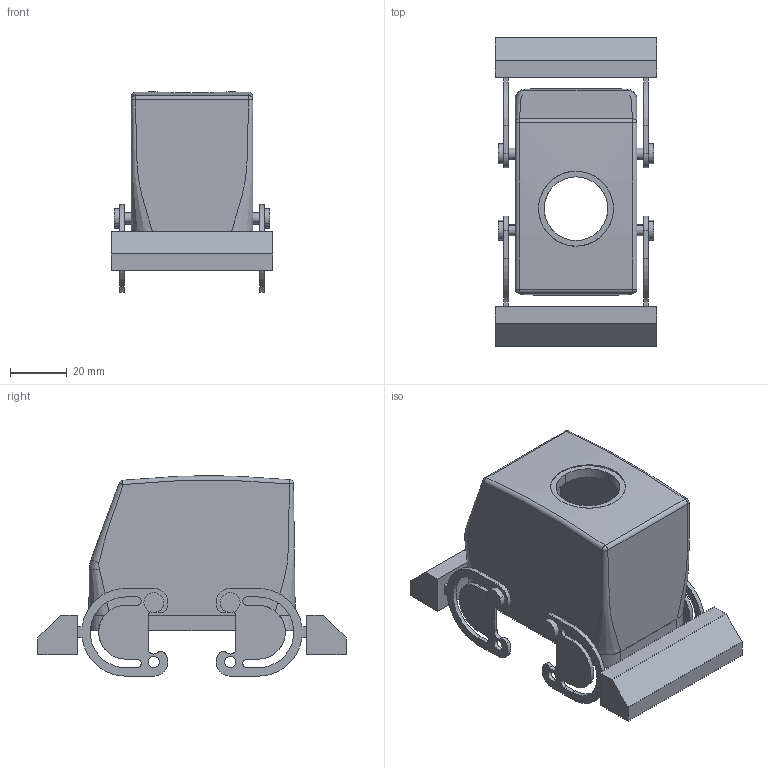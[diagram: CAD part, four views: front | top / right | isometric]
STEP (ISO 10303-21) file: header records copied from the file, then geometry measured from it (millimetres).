
FILE_DESCRIPTION(('CATIA V5 STEP Exchange','CAx-IF Rec.Pracs.--- Model Styling and Organization---1.4--- 2014-01-23'),'2;1');
FILE_NAME ('13121407_3', '2019-10-26T07:13:13+00:00', ('none'), ('Weidmueller'), 'CATIA Version 5-6 Release 2016 SP3 HF44', 'CATIA V5 STEP AP214', 'none');
FILE_SCHEMA(('AUTOMOTIVE_DESIGN { 1 0 10303 214 1 1 1 1 }'));
Length unit declared in the file: millimetre
Products named in the file (1): 1654580000
Bounding box: 57 x 109 x 70.8 mm (x, y, z)
Volume: 74017.4 mm3; surface area: 41049.5 mm2
Topology: 2 solids, 2 shells, 253 faces, 667 edges, 430 vertices
Faces by surface type: plane 126, cylinder 113, bspline 12, torus 2
Entity records: 9083 total; most frequent: CARTESIAN_POINT 3251, ORIENTED_EDGE 1334, DIRECTION 910, EDGE_CURVE 667, VERTEX_POINT 430, AXIS2_PLACEMENT_3D 379, VECTOR 379, LINE 379
